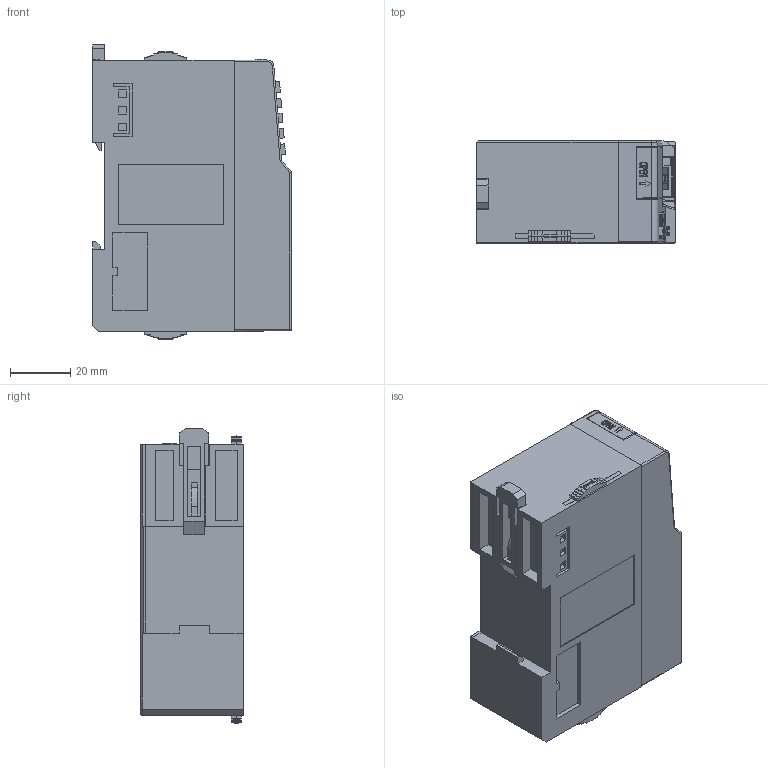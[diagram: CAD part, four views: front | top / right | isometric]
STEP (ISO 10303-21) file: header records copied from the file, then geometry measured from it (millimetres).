
FILE_DESCRIPTION(/* description */ (''),/* implementation_level */ '2;1');
FILE_NAME(/* name */ 'EX-EIP适配器-带升级口.stp',/* time_stamp */ '2022-06-13T15:18:20+08:00',/* author */ (''),/* organization */ (''),/* preprocessor_version */ 'ST-DEVELOPER v16',/* originating_system */ 'SIEMENS PLM Software NX 10.0',/* authorisation */ '');
FILE_SCHEMA (('AP203_CONFIGURATION_CONTROLLED_3D_DESIGN_OF_MECHANICAL_PARTS_AND_ASSEMBLIES_MIM_LF { 1 0 10303 403 2 1 2}'));
Products named in the file (1): 73494CB0AE88eavy
Bounding box: 66 x 34 x 97.82 mm (x, y, z)
Volume: 177014.1 mm3; surface area: 50197 mm2
Topology: 18 solids, 19 shells, 2987 faces, 7976 edges, 5197 vertices
Faces by surface type: plane 2194, cylinder 484, extrusion 130, bspline 105, cone 50, sphere 11, torus 9, revolution 4
Full cylindrical faces by diameter (mm): 1.2 x5, 2 x1, 3.4 x1, 4 x3, 4.1 x3, 9.6 x3
Entity records: 98288 total; most frequent: CARTESIAN_POINT 24408, ORIENTED_EDGE 15860, DIRECTION 14049, EDGE_CURVE 7930, VECTOR 6387, LINE 6257, VERTEX_POINT 5195, AXIS2_PLACEMENT_3D 3829
